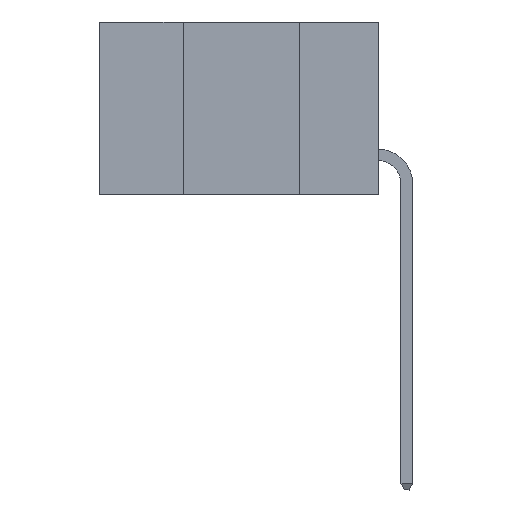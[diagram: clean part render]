
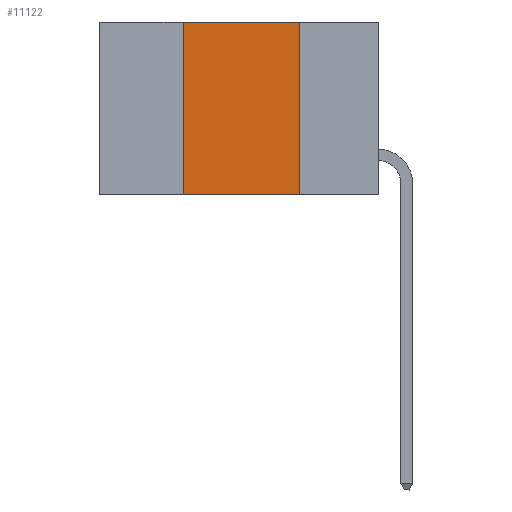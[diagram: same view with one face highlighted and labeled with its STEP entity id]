
A CAD part, left-side view. The second image highlights one B-rep face of the part: STEP entity #11122.
In plain terms, the highlighted planar face has unit normal (-1, 0, 0).
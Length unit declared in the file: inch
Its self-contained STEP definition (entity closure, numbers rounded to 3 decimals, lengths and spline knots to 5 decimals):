
#360 = CARTESIAN_POINT ( 'NONE',  ( 0., 0.42, 0. ) ) ;
#486 = EDGE_LOOP ( 'NONE', ( #14308, #12983, #4256, #5076 ) ) ;
#835 = EDGE_CURVE ( 'NONE', #8379, #3111, #12065, .T. ) ;
#1103 = DIRECTION ( 'NONE',  ( 1., 0., 0. ) ) ;
#1136 = VERTEX_POINT ( 'NONE', #10287 ) ;
#2480 = DIRECTION ( 'NONE',  ( 0., 0., -1. ) ) ;
#2588 = PLANE ( 'NONE',  #8965 ) ;
#2643 = CARTESIAN_POINT ( 'NONE',  ( 0., 0.6, 0. ) ) ;
#2720 = CARTESIAN_POINT ( 'NONE',  ( 0., 0.17, 0. ) ) ;
#2874 = LINE ( 'NONE', #15043, #15613 ) ;
#3111 = VERTEX_POINT ( 'NONE', #2720 ) ;
#3778 = CARTESIAN_POINT ( 'NONE',  ( 0., 0.6, -0.37 ) ) ;
#3944 = EDGE_CURVE ( 'NONE', #6871, #1136, #16933, .T. ) ;
#4256 = ORIENTED_EDGE ( 'NONE', *, *, #11326, .F. ) ;
#4724 = EDGE_CURVE ( 'NONE', #3111, #1136, #2874, .T. ) ;
#5076 = ORIENTED_EDGE ( 'NONE', *, *, #3944, .T. ) ;
#5518 = LINE ( 'NONE', #360, #8776 ) ;
#5953 = FACE_OUTER_BOUND ( 'NONE', #486, .T. ) ;
#6871 = VERTEX_POINT ( 'NONE', #10853 ) ;
#7216 = VECTOR ( 'NONE', #13397, 39.37008 ) ;
#8379 = VERTEX_POINT ( 'NONE', #16737 ) ;
#8776 = VECTOR ( 'NONE', #14213, 39.37008 ) ;
#8965 = AXIS2_PLACEMENT_3D ( 'NONE', #2643, #1103, #2480 ) ;
#9627 = DIRECTION ( 'NONE',  ( 0., -1., 0. ) ) ;
#10287 = CARTESIAN_POINT ( 'NONE',  ( 0., 0.17, -0.37 ) ) ;
#10853 = CARTESIAN_POINT ( 'NONE',  ( 0., 0.42, -0.37 ) ) ;
#11122 = ADVANCED_FACE ( 'NONE', ( #5953 ), #2588, .F. ) ;
#11326 = EDGE_CURVE ( 'NONE', #6871, #8379, #5518, .T. ) ;
#11855 = VECTOR ( 'NONE', #9627, 39.37008 ) ;
#12065 = LINE ( 'NONE', #15113, #11855 ) ;
#12983 = ORIENTED_EDGE ( 'NONE', *, *, #835, .F. ) ;
#13397 = DIRECTION ( 'NONE',  ( 0., -1., 0. ) ) ;
#14213 = DIRECTION ( 'NONE',  ( 0., 0., 1. ) ) ;
#14308 = ORIENTED_EDGE ( 'NONE', *, *, #4724, .F. ) ;
#15043 = CARTESIAN_POINT ( 'NONE',  ( 0., 0.17, 0. ) ) ;
#15113 = CARTESIAN_POINT ( 'NONE',  ( 0., 0.6, 0. ) ) ;
#15613 = VECTOR ( 'NONE', #16350, 39.37008 ) ;
#16350 = DIRECTION ( 'NONE',  ( 0., 0., -1. ) ) ;
#16737 = CARTESIAN_POINT ( 'NONE',  ( 0., 0.42, 0. ) ) ;
#16933 = LINE ( 'NONE', #3778, #7216 ) ;
